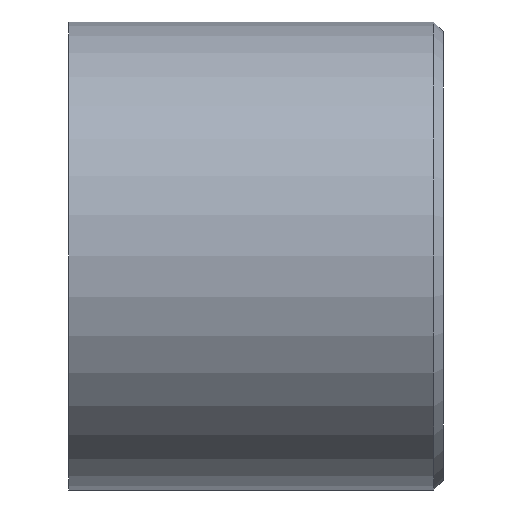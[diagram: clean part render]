
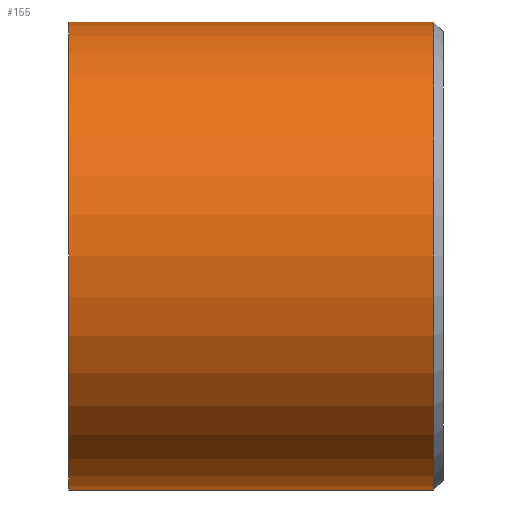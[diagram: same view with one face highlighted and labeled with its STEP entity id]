
A CAD part, front view. The second image highlights one B-rep face of the part: STEP entity #155.
In plain terms, the highlighted cylindrical face has radius 25 mm (diameter 50 mm), a partial arc.
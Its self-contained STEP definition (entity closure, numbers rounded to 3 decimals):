
#2 = CYLINDRICAL_SURFACE ( 'NONE', #181, 25. ) ;
#3 = EDGE_CURVE ( 'NONE', #136, #238, #11, .T. ) ;
#11 = LINE ( 'NONE', #33, #185 ) ;
#16 = CARTESIAN_POINT ( 'NONE',  ( 0., 0., 25. ) ) ;
#23 = CARTESIAN_POINT ( 'NONE',  ( -20., 0., 0. ) ) ;
#27 = FACE_OUTER_BOUND ( 'NONE', #112, .T. ) ;
#33 = CARTESIAN_POINT ( 'NONE',  ( 0., 0., -25. ) ) ;
#48 = DIRECTION ( 'NONE',  ( 0., 0., 1. ) ) ;
#50 = EDGE_CURVE ( 'NONE', #115, #156, #218, .T. ) ;
#72 = AXIS2_PLACEMENT_3D ( 'NONE', #130, #202, #105 ) ;
#80 = CARTESIAN_POINT ( 'NONE',  ( 19., 0., 25. ) ) ;
#97 = ORIENTED_EDGE ( 'NONE', *, *, #3, .F. ) ;
#105 = DIRECTION ( 'NONE',  ( 0., 0., 1. ) ) ;
#109 = DIRECTION ( 'NONE',  ( -1., 0., 0. ) ) ;
#112 = EDGE_LOOP ( 'NONE', ( #97, #235, #252, #206 ) ) ;
#114 = DIRECTION ( 'NONE',  ( -1., 0., 0. ) ) ;
#115 = VERTEX_POINT ( 'NONE', #80 ) ;
#116 = CIRCLE ( 'NONE', #72, 25. ) ;
#119 = CARTESIAN_POINT ( 'NONE',  ( 19., 0., -25. ) ) ;
#121 = VECTOR ( 'NONE', #196, 1000. ) ;
#127 = CARTESIAN_POINT ( 'NONE',  ( -20., 0., 25. ) ) ;
#130 = CARTESIAN_POINT ( 'NONE',  ( 19., 0., 0. ) ) ;
#132 = DIRECTION ( 'NONE',  ( 0., 0., 1. ) ) ;
#136 = VERTEX_POINT ( 'NONE', #119 ) ;
#155 = ADVANCED_FACE ( 'NONE', ( #27 ), #2, .T. ) ;
#156 = VERTEX_POINT ( 'NONE', #127 ) ;
#172 = EDGE_CURVE ( 'NONE', #136, #115, #116, .T. ) ;
#181 = AXIS2_PLACEMENT_3D ( 'NONE', #224, #109, #132 ) ;
#185 = VECTOR ( 'NONE', #114, 1000. ) ;
#193 = EDGE_CURVE ( 'NONE', #238, #156, #216, .T. ) ;
#196 = DIRECTION ( 'NONE',  ( -1., 0., 0. ) ) ;
#202 = DIRECTION ( 'NONE',  ( -1., 0., 0. ) ) ;
#204 = DIRECTION ( 'NONE',  ( -1., 0., 0. ) ) ;
#206 = ORIENTED_EDGE ( 'NONE', *, *, #193, .F. ) ;
#208 = CARTESIAN_POINT ( 'NONE',  ( -20., 0., -25. ) ) ;
#216 = CIRCLE ( 'NONE', #234, 25. ) ;
#218 = LINE ( 'NONE', #16, #121 ) ;
#224 = CARTESIAN_POINT ( 'NONE',  ( 0., 0., 0. ) ) ;
#234 = AXIS2_PLACEMENT_3D ( 'NONE', #23, #204, #48 ) ;
#235 = ORIENTED_EDGE ( 'NONE', *, *, #172, .T. ) ;
#238 = VERTEX_POINT ( 'NONE', #208 ) ;
#252 = ORIENTED_EDGE ( 'NONE', *, *, #50, .T. ) ;
